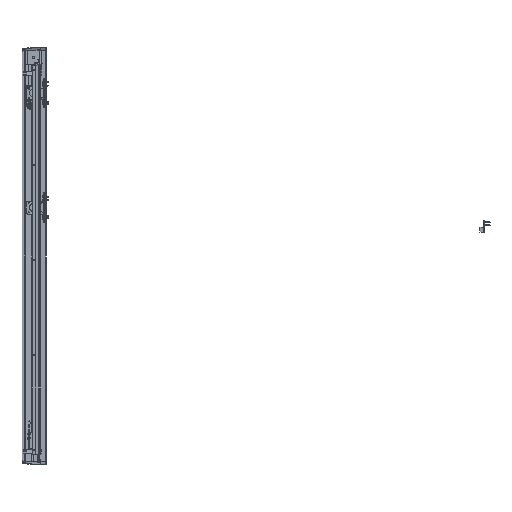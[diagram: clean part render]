
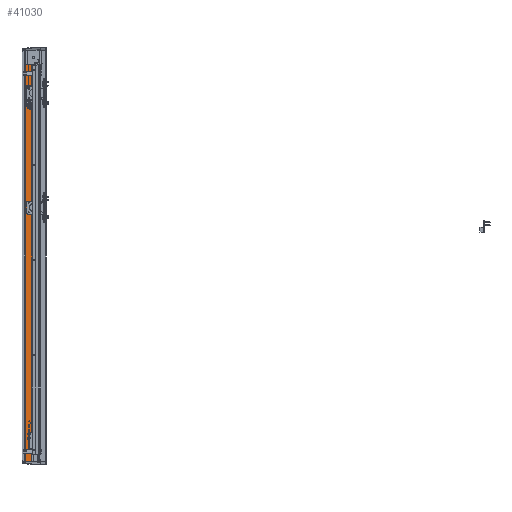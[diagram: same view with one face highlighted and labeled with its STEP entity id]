
A CAD part, left-side view. The second image highlights one B-rep face of the part: STEP entity #41030.
In plain terms, the highlighted cylindrical face has radius 598.5 mm (diameter 1197 mm), a partial arc.
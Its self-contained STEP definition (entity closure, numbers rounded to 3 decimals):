
#2874=FACE_OUTER_BOUND('',#5178,.T.);
#5178=EDGE_LOOP('',(#27726,#27727,#27728,#27729));
#7738=LINE('',#60866,#11618);
#7756=LINE('',#60910,#11636);
#11618=VECTOR('',#48628,10.);
#11636=VECTOR('',#48678,10.);
#15459=CIRCLE('',#44309,598.5);
#15473=CIRCLE('',#44355,598.5);
#17228=VERTEX_POINT('',#60765);
#17229=VERTEX_POINT('',#60767);
#17258=VERTEX_POINT('',#60865);
#17268=VERTEX_POINT('',#60909);
#21380=EDGE_CURVE('',#17229,#17228,#15459,.T.);
#21429=EDGE_CURVE('',#17258,#17229,#7738,.T.);
#21451=EDGE_CURVE('',#17228,#17268,#7756,.T.);
#21452=EDGE_CURVE('',#17268,#17258,#15473,.T.);
#27726=ORIENTED_EDGE('',*,*,#21429,.T.);
#27727=ORIENTED_EDGE('',*,*,#21380,.T.);
#27728=ORIENTED_EDGE('',*,*,#21451,.T.);
#27729=ORIENTED_EDGE('',*,*,#21452,.T.);
#39983=CYLINDRICAL_SURFACE('',#44354,598.5);
#41030=ADVANCED_FACE('',(#2874),#39983,.F.);
#44309=AXIS2_PLACEMENT_3D('',#60768,#48529,#48530);
#44354=AXIS2_PLACEMENT_3D('',#60908,#48676,#48677);
#44355=AXIS2_PLACEMENT_3D('',#60911,#48679,#48680);
#48529=DIRECTION('center_axis',(0.,0.,-1.));
#48530=DIRECTION('ref_axis',(0.993,-0.115,0.));
#48628=DIRECTION('',(0.,0.,-1.));
#48676=DIRECTION('center_axis',(0.,0.,1.));
#48677=DIRECTION('ref_axis',(0.993,-0.115,0.));
#48678=DIRECTION('',(0.,0.,1.));
#48679=DIRECTION('center_axis',(0.,0.,1.));
#48680=DIRECTION('ref_axis',(0.993,-0.115,0.));
#60765=CARTESIAN_POINT('',(-31.052,34.631,-950.));
#60767=CARTESIAN_POINT('',(-34.248,-4.,-950.));
#60768=CARTESIAN_POINT('Origin',(563.5,-34.,-950.));
#60865=CARTESIAN_POINT('',(-34.248,-4.,950.));
#60866=CARTESIAN_POINT('',(-34.248,-4.,0.));
#60908=CARTESIAN_POINT('Origin',(563.5,-34.,0.));
#60909=CARTESIAN_POINT('',(-31.052,34.631,950.));
#60910=CARTESIAN_POINT('',(-31.052,34.631,0.));
#60911=CARTESIAN_POINT('Origin',(563.5,-34.,950.));
